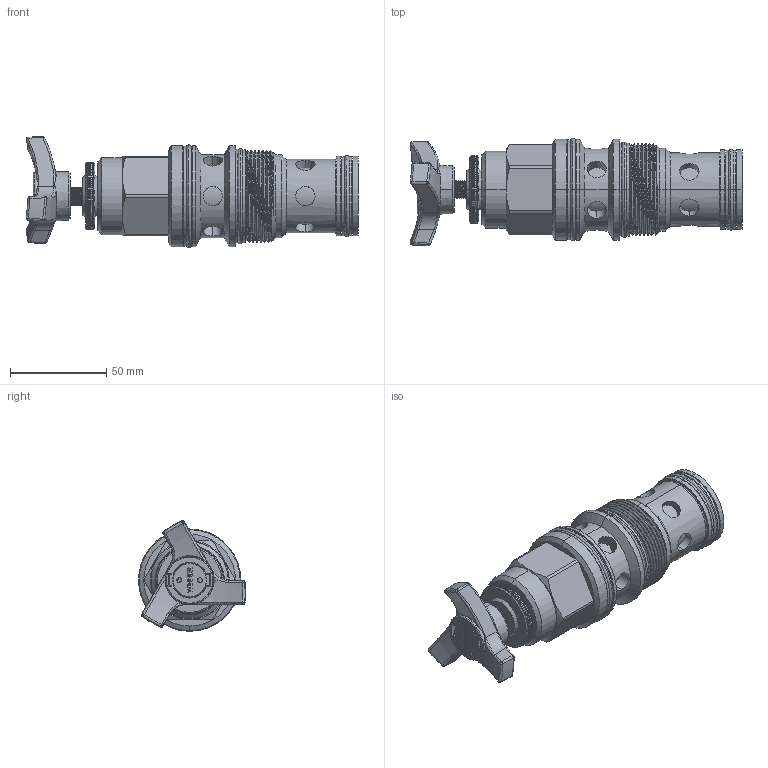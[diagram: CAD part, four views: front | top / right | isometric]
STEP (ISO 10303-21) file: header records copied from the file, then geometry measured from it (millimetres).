
FILE_DESCRIPTION (( 'STEP AP203' ), '1' );
FILE_NAME ('FR19A3A-T.STEP', '2020-03-20T02:11:18', ( '' ), ( '' ), 'SwSTEP 2.0', 'SolidWorks 2018', '' );
FILE_SCHEMA (( 'CONFIG_CONTROL_DESIGN' ));
Products named in the file (1): FR19A3A-T
Bounding box: 172.13 x 55.53 x 57.42 mm (x, y, z)
Volume: 210894 mm3; surface area: 47238.5 mm2
Topology: 12 solids, 13 shells, 998 faces, 2588 edges, 1639 vertices
Faces by surface type: plane 351, cylinder 305, bspline 159, cone 100, torus 43, sphere 40
Entity records: 100839 total; most frequent: CARTESIAN_POINT 78670, ORIENTED_EDGE 5130, DIRECTION 3992, EDGE_CURVE 2565, VERTEX_POINT 1633, AXIS2_PLACEMENT_3D 1567, EDGE_LOOP 1056, ADVANCED_FACE 998
